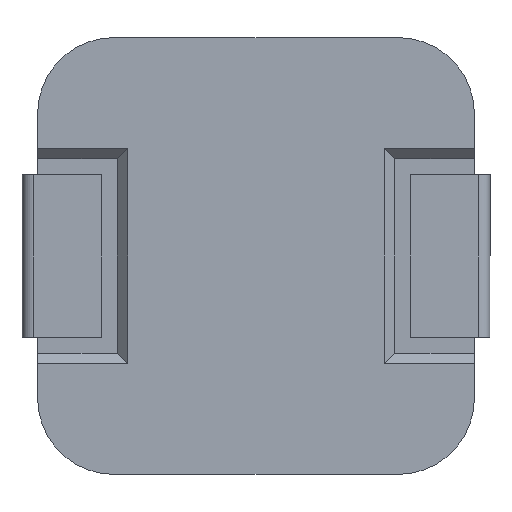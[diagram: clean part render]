
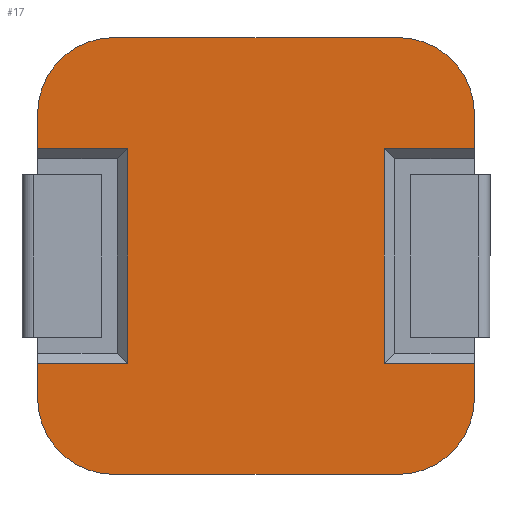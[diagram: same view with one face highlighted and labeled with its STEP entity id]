
A CAD part, front view. The second image highlights one B-rep face of the part: STEP entity #17.
In plain terms, the highlighted planar face has unit normal (0, -1, 0).
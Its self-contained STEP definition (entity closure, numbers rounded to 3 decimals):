
#1 = CARTESIAN_POINT ( 'NONE',  ( -4.1, 0.3, -6.3 ) ) ;
#8 = VECTOR ( 'NONE', #656, 1000. ) ;
#17 = ADVANCED_FACE ( 'NONE', ( #595 ), #777, .T. ) ;
#25 = LINE ( 'NONE', #984, #688 ) ;
#50 = CARTESIAN_POINT ( 'NONE',  ( 6.3, 0.3, 4.1 ) ) ;
#104 = VERTEX_POINT ( 'NONE', #698 ) ;
#105 = LINE ( 'NONE', #497, #473 ) ;
#115 = LINE ( 'NONE', #825, #8 ) ;
#123 = DIRECTION ( 'NONE',  ( 1., 0., 0. ) ) ;
#124 = DIRECTION ( 'NONE',  ( 0., 0., -1. ) ) ;
#137 = ORIENTED_EDGE ( 'NONE', *, *, #262, .T. ) ;
#138 = CARTESIAN_POINT ( 'NONE',  ( -4.1, 0.3, -4.1 ) ) ;
#140 = CARTESIAN_POINT ( 'NONE',  ( 6.3, 0.3, -3.1 ) ) ;
#146 = DIRECTION ( 'NONE',  ( 0., 1., 0. ) ) ;
#154 = VERTEX_POINT ( 'NONE', #442 ) ;
#173 = VECTOR ( 'NONE', #614, 1000. ) ;
#187 = LINE ( 'NONE', #1158, #406 ) ;
#192 = CARTESIAN_POINT ( 'NONE',  ( -6.3, 0.3, 4.1 ) ) ;
#193 = EDGE_CURVE ( 'NONE', #411, #154, #783, .T. ) ;
#233 = DIRECTION ( 'NONE',  ( 0., 0., -1. ) ) ;
#247 = VERTEX_POINT ( 'NONE', #276 ) ;
#248 = CARTESIAN_POINT ( 'NONE',  ( -3.7, 0.3, -3.1 ) ) ;
#259 = VECTOR ( 'NONE', #436, 1000. ) ;
#262 = EDGE_CURVE ( 'NONE', #247, #661, #1025, .T. ) ;
#270 = VERTEX_POINT ( 'NONE', #1085 ) ;
#276 = CARTESIAN_POINT ( 'NONE',  ( -3.7, 0.3, 3.1 ) ) ;
#278 = VECTOR ( 'NONE', #980, 1000. ) ;
#282 = EDGE_CURVE ( 'NONE', #878, #895, #966, .T. ) ;
#288 = CARTESIAN_POINT ( 'NONE',  ( -4.1, 0.3, 4.1 ) ) ;
#326 = ORIENTED_EDGE ( 'NONE', *, *, #726, .F. ) ;
#365 = EDGE_CURVE ( 'NONE', #1092, #270, #961, .T. ) ;
#369 = VERTEX_POINT ( 'NONE', #573 ) ;
#371 = LINE ( 'NONE', #570, #554 ) ;
#381 = CIRCLE ( 'NONE', #791, 2.2 ) ;
#406 = VECTOR ( 'NONE', #629, 1000. ) ;
#411 = VERTEX_POINT ( 'NONE', #569 ) ;
#426 = ORIENTED_EDGE ( 'NONE', *, *, #1056, .F. ) ;
#433 = CARTESIAN_POINT ( 'NONE',  ( -4.1, 0.3, -6.3 ) ) ;
#436 = DIRECTION ( 'NONE',  ( -1., 0., 0. ) ) ;
#442 = CARTESIAN_POINT ( 'NONE',  ( 6.3, 0.3, 3.1 ) ) ;
#448 = AXIS2_PLACEMENT_3D ( 'NONE', #846, #682, #1128 ) ;
#466 = DIRECTION ( 'NONE',  ( 0., 0., -1. ) ) ;
#468 = ORIENTED_EDGE ( 'NONE', *, *, #365, .F. ) ;
#473 = VECTOR ( 'NONE', #832, 1000. ) ;
#490 = AXIS2_PLACEMENT_3D ( 'NONE', #288, #901, #466 ) ;
#491 = CARTESIAN_POINT ( 'NONE',  ( 6.3, 0.3, 4.1 ) ) ;
#493 = CARTESIAN_POINT ( 'NONE',  ( 4.1, 0.3, 4.1 ) ) ;
#496 = VERTEX_POINT ( 'NONE', #815 ) ;
#497 = CARTESIAN_POINT ( 'NONE',  ( 3.7, 0.3, 4.1 ) ) ;
#498 = AXIS2_PLACEMENT_3D ( 'NONE', #754, #760, #771 ) ;
#499 = DIRECTION ( 'NONE',  ( 0., 0., 1. ) ) ;
#500 = ORIENTED_EDGE ( 'NONE', *, *, #1144, .F. ) ;
#502 = VECTOR ( 'NONE', #1039, 1000. ) ;
#512 = EDGE_CURVE ( 'NONE', #270, #1122, #381, .T. ) ;
#517 = VECTOR ( 'NONE', #632, 1000. ) ;
#554 = VECTOR ( 'NONE', #124, 1000. ) ;
#562 = CARTESIAN_POINT ( 'NONE',  ( -4.1, 0.3, 6.3 ) ) ;
#569 = CARTESIAN_POINT ( 'NONE',  ( 3.7, 0.3, 3.1 ) ) ;
#570 = CARTESIAN_POINT ( 'NONE',  ( 6.3, 0.3, 4.1 ) ) ;
#573 = CARTESIAN_POINT ( 'NONE',  ( -6.3, 0.3, 4.1 ) ) ;
#577 = DIRECTION ( 'NONE',  ( 0., 1., 0. ) ) ;
#593 = VERTEX_POINT ( 'NONE', #765 ) ;
#595 = FACE_OUTER_BOUND ( 'NONE', #707, .T. ) ;
#610 = EDGE_CURVE ( 'NONE', #593, #411, #105, .T. ) ;
#614 = DIRECTION ( 'NONE',  ( 1., 0., 0. ) ) ;
#624 = VECTOR ( 'NONE', #123, 1000. ) ;
#629 = DIRECTION ( 'NONE',  ( 1., 0., 0. ) ) ;
#632 = DIRECTION ( 'NONE',  ( -1., 0., 0. ) ) ;
#635 = CIRCLE ( 'NONE', #498, 2.2 ) ;
#636 = ORIENTED_EDGE ( 'NONE', *, *, #1159, .F. ) ;
#639 = ORIENTED_EDGE ( 'NONE', *, *, #948, .T. ) ;
#656 = DIRECTION ( 'NONE',  ( -1., 0., 0. ) ) ;
#661 = VERTEX_POINT ( 'NONE', #248 ) ;
#682 = DIRECTION ( 'NONE',  ( 0., -1., 0. ) ) ;
#688 = VECTOR ( 'NONE', #1086, 1000. ) ;
#698 = CARTESIAN_POINT ( 'NONE',  ( 6.3, 0.3, -4.1 ) ) ;
#707 = EDGE_LOOP ( 'NONE', ( #824, #977, #426, #1094, #468, #1106, #938, #796, #137, #818, #1082, #500, #326, #636, #1033, #639 ) ) ;
#714 = EDGE_CURVE ( 'NONE', #735, #104, #1114, .T. ) ;
#726 = EDGE_CURVE ( 'NONE', #496, #940, #745, .T. ) ;
#735 = VERTEX_POINT ( 'NONE', #140 ) ;
#745 = LINE ( 'NONE', #433, #259 ) ;
#749 = AXIS2_PLACEMENT_3D ( 'NONE', #138, #146, #233 ) ;
#754 = CARTESIAN_POINT ( 'NONE',  ( 4.1, 0.3, -4.1 ) ) ;
#760 = DIRECTION ( 'NONE',  ( 0., 1., 0. ) ) ;
#765 = CARTESIAN_POINT ( 'NONE',  ( 3.7, 0.3, -3.1 ) ) ;
#771 = DIRECTION ( 'NONE',  ( 0., 0., -1. ) ) ;
#777 = PLANE ( 'NONE',  #448 ) ;
#781 = CARTESIAN_POINT ( 'NONE',  ( -4.1, 0.3, 3.1 ) ) ;
#783 = LINE ( 'NONE', #781, #173 ) ;
#787 = CARTESIAN_POINT ( 'NONE',  ( -6.3, 0.3, 3.1 ) ) ;
#789 = VECTOR ( 'NONE', #1087, 1000. ) ;
#791 = AXIS2_PLACEMENT_3D ( 'NONE', #493, #577, #499 ) ;
#796 = ORIENTED_EDGE ( 'NONE', *, *, #814, .T. ) ;
#814 = EDGE_CURVE ( 'NONE', #881, #247, #187, .T. ) ;
#815 = CARTESIAN_POINT ( 'NONE',  ( 4.1, 0.3, -6.3 ) ) ;
#818 = ORIENTED_EDGE ( 'NONE', *, *, #1109, .T. ) ;
#824 = ORIENTED_EDGE ( 'NONE', *, *, #610, .T. ) ;
#825 = CARTESIAN_POINT ( 'NONE',  ( -4.1, 0.3, -3.1 ) ) ;
#832 = DIRECTION ( 'NONE',  ( 0., 0., 1. ) ) ;
#846 = CARTESIAN_POINT ( 'NONE',  ( -4.1, 0.3, 4.1 ) ) ;
#864 = CIRCLE ( 'NONE', #749, 2.2 ) ;
#878 = VERTEX_POINT ( 'NONE', #1151 ) ;
#881 = VERTEX_POINT ( 'NONE', #787 ) ;
#891 = CARTESIAN_POINT ( 'NONE',  ( -4.1, 0.3, -3.1 ) ) ;
#895 = VERTEX_POINT ( 'NONE', #1058 ) ;
#901 = DIRECTION ( 'NONE',  ( 0., 1., 0. ) ) ;
#938 = ORIENTED_EDGE ( 'NONE', *, *, #992, .F. ) ;
#940 = VERTEX_POINT ( 'NONE', #1 ) ;
#948 = EDGE_CURVE ( 'NONE', #735, #593, #1111, .T. ) ;
#961 = LINE ( 'NONE', #562, #624 ) ;
#966 = LINE ( 'NONE', #192, #278 ) ;
#977 = ORIENTED_EDGE ( 'NONE', *, *, #193, .T. ) ;
#980 = DIRECTION ( 'NONE',  ( 0., 0., 1. ) ) ;
#984 = CARTESIAN_POINT ( 'NONE',  ( -6.3, 0.3, 4.1 ) ) ;
#992 = EDGE_CURVE ( 'NONE', #881, #369, #25, .T. ) ;
#1008 = EDGE_CURVE ( 'NONE', #369, #1092, #1163, .T. ) ;
#1025 = LINE ( 'NONE', #1072, #789 ) ;
#1033 = ORIENTED_EDGE ( 'NONE', *, *, #714, .F. ) ;
#1039 = DIRECTION ( 'NONE',  ( 0., 0., -1. ) ) ;
#1056 = EDGE_CURVE ( 'NONE', #1122, #154, #371, .T. ) ;
#1058 = CARTESIAN_POINT ( 'NONE',  ( -6.3, 0.3, -3.1 ) ) ;
#1072 = CARTESIAN_POINT ( 'NONE',  ( -3.7, 0.3, 4.1 ) ) ;
#1082 = ORIENTED_EDGE ( 'NONE', *, *, #282, .F. ) ;
#1085 = CARTESIAN_POINT ( 'NONE',  ( 4.1, 0.3, 6.3 ) ) ;
#1086 = DIRECTION ( 'NONE',  ( 0., 0., 1. ) ) ;
#1087 = DIRECTION ( 'NONE',  ( 0., 0., -1. ) ) ;
#1092 = VERTEX_POINT ( 'NONE', #1108 ) ;
#1094 = ORIENTED_EDGE ( 'NONE', *, *, #512, .F. ) ;
#1106 = ORIENTED_EDGE ( 'NONE', *, *, #1008, .F. ) ;
#1108 = CARTESIAN_POINT ( 'NONE',  ( -4.1, 0.3, 6.3 ) ) ;
#1109 = EDGE_CURVE ( 'NONE', #661, #895, #115, .T. ) ;
#1111 = LINE ( 'NONE', #891, #517 ) ;
#1114 = LINE ( 'NONE', #50, #502 ) ;
#1122 = VERTEX_POINT ( 'NONE', #491 ) ;
#1128 = DIRECTION ( 'NONE',  ( 0., 0., -1. ) ) ;
#1144 = EDGE_CURVE ( 'NONE', #940, #878, #864, .T. ) ;
#1151 = CARTESIAN_POINT ( 'NONE',  ( -6.3, 0.3, -4.1 ) ) ;
#1158 = CARTESIAN_POINT ( 'NONE',  ( -4.1, 0.3, 3.1 ) ) ;
#1159 = EDGE_CURVE ( 'NONE', #104, #496, #635, .T. ) ;
#1163 = CIRCLE ( 'NONE', #490, 2.2 ) ;
